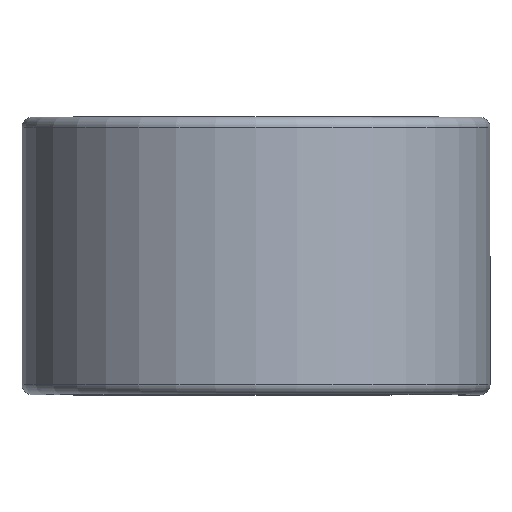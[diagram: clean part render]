
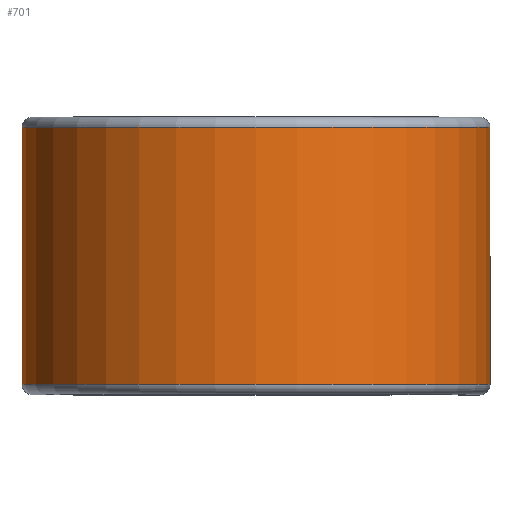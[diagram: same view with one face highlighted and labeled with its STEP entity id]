
A CAD part, top view. The second image highlights one B-rep face of the part: STEP entity #701.
In plain terms, the highlighted cylindrical face has radius 17.399 mm (diameter 34.798 mm), a partial arc.
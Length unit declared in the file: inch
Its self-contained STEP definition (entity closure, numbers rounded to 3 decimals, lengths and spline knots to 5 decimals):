
#71 = DIRECTION ( 'NONE',  ( 0., -1., 0. ) ) ;
#99 = ORIENTED_EDGE ( 'NONE', *, *, #1907, .T. ) ;
#191 = CARTESIAN_POINT ( 'NONE',  ( 0.685, -0.37625, 0. ) ) ;
#290 = DIRECTION ( 'NONE',  ( 0., 0., -1. ) ) ;
#362 = EDGE_CURVE ( 'NONE', #2322, #2300, #2292, .T. ) ;
#386 = CARTESIAN_POINT ( 'NONE',  ( 0.685, 0.37625, 0. ) ) ;
#433 = DIRECTION ( 'NONE',  ( 0., 1., 0. ) ) ;
#567 = AXIS2_PLACEMENT_3D ( 'NONE', #1161, #71, #1352 ) ;
#577 = DIRECTION ( 'NONE',  ( 0., 0., -1. ) ) ;
#582 = ORIENTED_EDGE ( 'NONE', *, *, #615, .F. ) ;
#615 = EDGE_CURVE ( 'NONE', #2300, #1491, #830, .T. ) ;
#638 = VERTEX_POINT ( 'NONE', #386 ) ;
#701 = ADVANCED_FACE ( 'NONE', ( #1131 ), #1207, .T. ) ;
#800 = VECTOR ( 'NONE', #433, 39.37008 ) ;
#830 = LINE ( 'NONE', #1348, #800 ) ;
#835 = ORIENTED_EDGE ( 'NONE', *, *, #1924, .T. ) ;
#868 = ORIENTED_EDGE ( 'NONE', *, *, #362, .F. ) ;
#1108 = VECTOR ( 'NONE', #2227, 39.37008 ) ;
#1117 = CARTESIAN_POINT ( 'NONE',  ( 0., -0.37625, 0. ) ) ;
#1121 = DIRECTION ( 'NONE',  ( 0., -1., 0. ) ) ;
#1125 = CARTESIAN_POINT ( 'NONE',  ( 0.685, 0.37625, 0. ) ) ;
#1131 = FACE_OUTER_BOUND ( 'NONE', #1712, .T. ) ;
#1146 = AXIS2_PLACEMENT_3D ( 'NONE', #1548, #1725, #290 ) ;
#1161 = CARTESIAN_POINT ( 'NONE',  ( 0., 0.37625, 0. ) ) ;
#1207 = CYLINDRICAL_SURFACE ( 'NONE', #1146, 0.685 ) ;
#1229 = AXIS2_PLACEMENT_3D ( 'NONE', #1117, #1121, #577 ) ;
#1265 = CARTESIAN_POINT ( 'NONE',  ( 0., -0.37625, -0.685 ) ) ;
#1348 = CARTESIAN_POINT ( 'NONE',  ( 0., 0.37625, -0.685 ) ) ;
#1352 = DIRECTION ( 'NONE',  ( 0., 0., -1. ) ) ;
#1450 = CIRCLE ( 'NONE', #567, 0.685 ) ;
#1491 = VERTEX_POINT ( 'NONE', #2169 ) ;
#1548 = CARTESIAN_POINT ( 'NONE',  ( 0., 0.375, 0. ) ) ;
#1712 = EDGE_LOOP ( 'NONE', ( #99, #835, #582, #868 ) ) ;
#1725 = DIRECTION ( 'NONE',  ( 0., -1., 0. ) ) ;
#1907 = EDGE_CURVE ( 'NONE', #2322, #638, #2106, .T. ) ;
#1924 = EDGE_CURVE ( 'NONE', #638, #1491, #1450, .T. ) ;
#2106 = LINE ( 'NONE', #1125, #1108 ) ;
#2169 = CARTESIAN_POINT ( 'NONE',  ( 0., 0.37625, -0.685 ) ) ;
#2227 = DIRECTION ( 'NONE',  ( 0., 1., 0. ) ) ;
#2292 = CIRCLE ( 'NONE', #1229, 0.685 ) ;
#2300 = VERTEX_POINT ( 'NONE', #1265 ) ;
#2322 = VERTEX_POINT ( 'NONE', #191 ) ;
